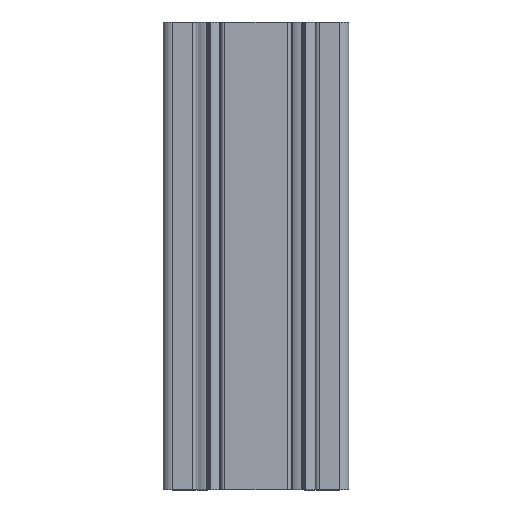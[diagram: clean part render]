
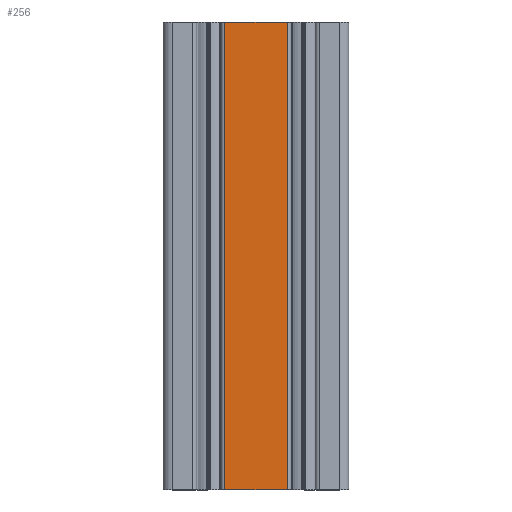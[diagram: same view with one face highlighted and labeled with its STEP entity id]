
A CAD part, top view. The second image highlights one B-rep face of the part: STEP entity #256.
In plain terms, the highlighted planar face has unit normal (0, 0, 1).
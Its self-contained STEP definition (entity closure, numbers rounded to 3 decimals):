
#256 = ADVANCED_FACE( '', ( #566 ), #567, .T. );
#566 = FACE_OUTER_BOUND( '', #931, .T. );
#567 = PLANE( '', #932 );
#931 = EDGE_LOOP( '', ( #1575, #1576, #1577, #1578 ) );
#932 = AXIS2_PLACEMENT_3D( '', #1579, #1580, #1581 );
#1575 = ORIENTED_EDGE( '', *, *, #2544, .F. );
#1576 = ORIENTED_EDGE( '', *, *, #2545, .F. );
#1577 = ORIENTED_EDGE( '', *, *, #2546, .T. );
#1578 = ORIENTED_EDGE( '', *, *, #2547, .T. );
#1579 = CARTESIAN_POINT( '', ( 6.7, 100., 5. ) );
#1580 = DIRECTION( '', ( 0., 0., 1. ) );
#1581 = DIRECTION( '', ( 0., -1., 0. ) );
#2544 = EDGE_CURVE( '', #3182, #3183, #3184, .T. );
#2545 = EDGE_CURVE( '', #3185, #3182, #3186, .T. );
#2546 = EDGE_CURVE( '', #3185, #3187, #3188, .T. );
#2547 = EDGE_CURVE( '', #3187, #3183, #3189, .T. );
#3182 = VERTEX_POINT( '', #4010 );
#3183 = VERTEX_POINT( '', #4011 );
#3184 = LINE( '', #4012, #4013 );
#3185 = VERTEX_POINT( '', #4014 );
#3186 = LINE( '', #4015, #4016 );
#3187 = VERTEX_POINT( '', #4017 );
#3188 = LINE( '', #4018, #4019 );
#3189 = LINE( '', #4020, #4021 );
#4010 = CARTESIAN_POINT( '', ( 6.7, 0., 5. ) );
#4011 = CARTESIAN_POINT( '', ( -6.7, 0., 5. ) );
#4012 = CARTESIAN_POINT( '', ( 6.7, 0., 5. ) );
#4013 = VECTOR( '', #4688, 1000. );
#4014 = CARTESIAN_POINT( '', ( 6.7, 100., 5. ) );
#4015 = CARTESIAN_POINT( '', ( 6.7, 100., 5. ) );
#4016 = VECTOR( '', #4689, 1000. );
#4017 = CARTESIAN_POINT( '', ( -6.7, 100., 5. ) );
#4018 = CARTESIAN_POINT( '', ( 6.7, 100., 5. ) );
#4019 = VECTOR( '', #4690, 1000. );
#4020 = CARTESIAN_POINT( '', ( -6.7, 100., 5. ) );
#4021 = VECTOR( '', #4691, 1000. );
#4688 = DIRECTION( '', ( -1., 0., 0. ) );
#4689 = DIRECTION( '', ( 0., -1., 0. ) );
#4690 = DIRECTION( '', ( -1., 0., 0. ) );
#4691 = DIRECTION( '', ( 0., -1., 0. ) );
